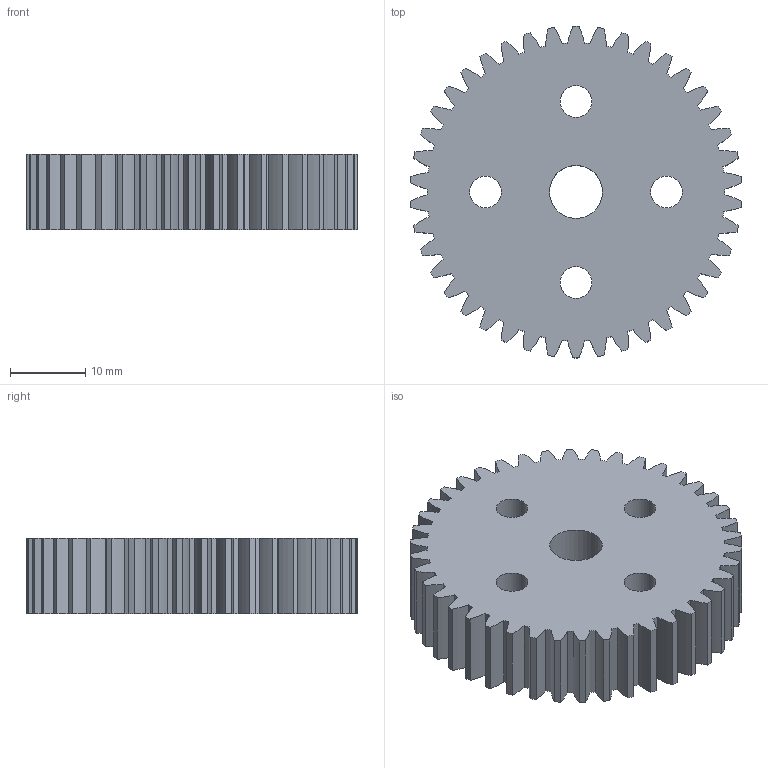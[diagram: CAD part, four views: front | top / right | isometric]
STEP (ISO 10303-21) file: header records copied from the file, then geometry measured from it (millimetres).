
FILE_DESCRIPTION(/* description */ (''),/* implementation_level */ '2;1');
FILE_NAME(/* name */ '',/* time_stamp */ '2026-01-16T19:16:10+03:00',/* author */ ('Phantom'),/* organization */ (''),/* preprocessor_version */ 'ST-DEVELOPER v20.1',/* originating_system */ 'Autodesk Inventor 2026',/* authorisation */ '');
FILE_SCHEMA (('AUTOMOTIVE_DESIGN { 1 0 10303 214 3 1 1 }'));
Length unit declared in the file: millimetre
Products named in the file (1): Цилиндрическое зубчатое 
зацепление1
Bounding box: 43.93 x 43.99 x 10 mm (x, y, z)
Volume: 12831.4 mm3; surface area: 5971.9 mm2
Topology: 1 solids, 1 shells, 175 faces, 519 edges, 346 vertices
Faces by surface type: cylinder 173, plane 2
Full cylindrical faces by diameter (mm): 4.2 x4, 7 x1
Entity records: 6142 total; most frequent: DIRECTION 1217, CARTESIAN_POINT 1041, ORIENTED_EDGE 1038, AXIS2_PLACEMENT_3D 522, EDGE_CURVE 519, CIRCLE 346, VERTEX_POINT 346, EDGE_LOOP 185
